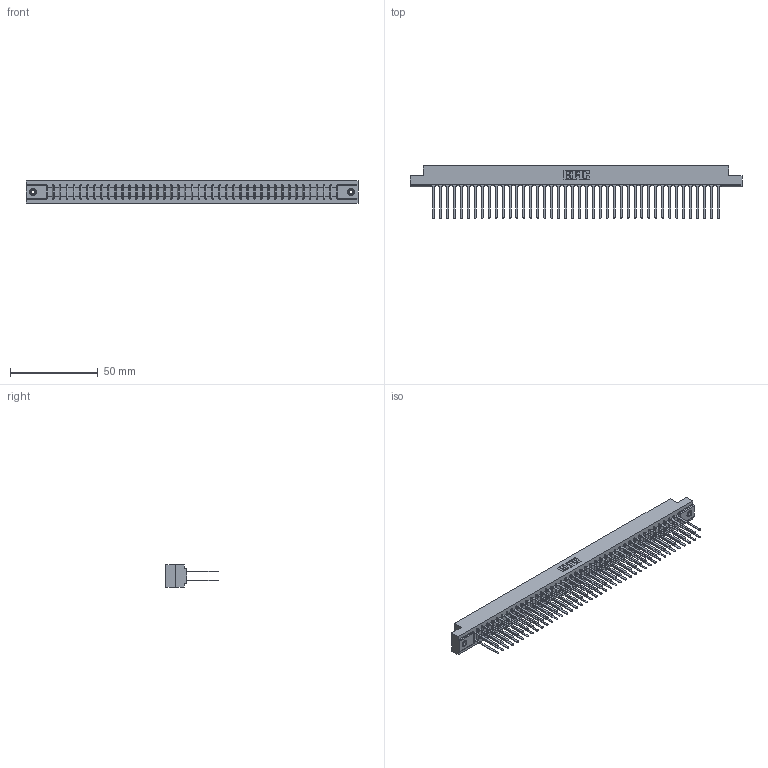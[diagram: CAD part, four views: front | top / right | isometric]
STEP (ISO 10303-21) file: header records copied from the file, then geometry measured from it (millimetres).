
FILE_DESCRIPTION (( 'STEP AP203' ), '1' );
FILE_NAME ('307-084-440-208.STEP', '2020-10-01T12:17:30', ( '' ), ( '' ), 'SwSTEP 2.0', 'SolidWorks 2020', '' );
FILE_SCHEMA (( 'CONFIG_CONTROL_DESIGN' ));
Length unit declared in the file: inch
Products named in the file (4): 307-084-440-208; 307 Part_.156 Dia Mounting Holes; 345-250-001_345-250-003-102; 307-290-001_540
Assembly tree (87 placements, depth 2):
  307-084-440-208
    307 Part_.156 Dia Mounting Holes
    307-290-001_540  x84
    345-250-001_345-250-003-102  x2
Bounding box: 189.43 x 30 x 12.7 mm (x, y, z)
Volume: 20606.5 mm3; surface area: 28035.7 mm2
Topology: 87 solids, 87 shells, 4085 faces, 11379 edges, 7350 vertices
Faces by surface type: plane 2706, cylinder 1277, sphere 86, cone 12, torus 4
Entity records: 38503 total; most frequent: CARTESIAN_POINT 6281, ORIENTED_EDGE 6218, DIRECTION 6161, EDGE_CURVE 3109, LINE 2385, VECTOR 2385, VERTEX_POINT 2008, AXIS2_PLACEMENT_3D 1888
